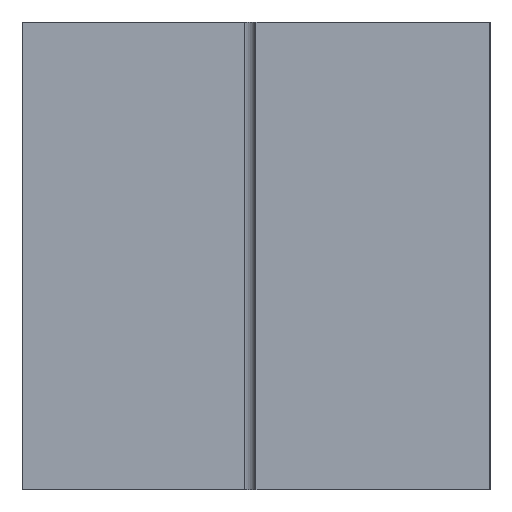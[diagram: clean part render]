
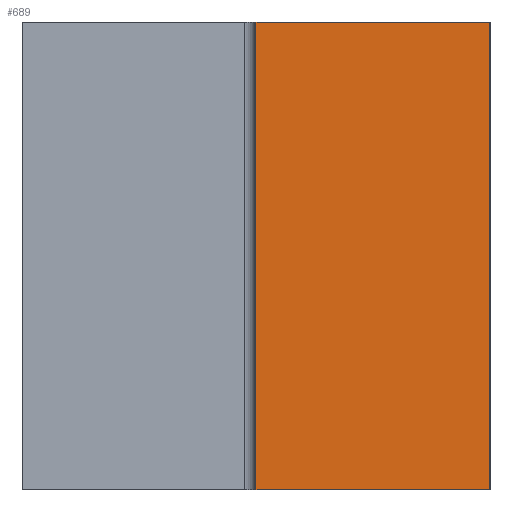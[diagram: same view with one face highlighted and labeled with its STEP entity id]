
A CAD part, left-side view. The second image highlights one B-rep face of the part: STEP entity #689.
In plain terms, the highlighted planar face has unit normal (-1, 0, 0).
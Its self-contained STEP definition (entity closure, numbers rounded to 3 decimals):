
#21 = EDGE_CURVE('',#22,#24,#26,.T.);
#22 = VERTEX_POINT('',#23);
#23 = CARTESIAN_POINT('',(0.,0.,0.));
#24 = VERTEX_POINT('',#25);
#25 = CARTESIAN_POINT('',(0.,0.,20.));
#26 = LINE('',#27,#28);
#27 = CARTESIAN_POINT('',(0.,0.,0.));
#28 = VECTOR('',#29,1.);
#29 = DIRECTION('',(0.,0.,1.));
#664 = VERTEX_POINT('',#665);
#665 = CARTESIAN_POINT('',(0.,10.,20.));
#671 = EDGE_CURVE('',#672,#664,#674,.T.);
#672 = VERTEX_POINT('',#673);
#673 = CARTESIAN_POINT('',(0.,10.,0.));
#674 = LINE('',#675,#676);
#675 = CARTESIAN_POINT('',(0.,10.,0.));
#676 = VECTOR('',#677,1.);
#677 = DIRECTION('',(0.,0.,1.));
#689 = ADVANCED_FACE('',(#690),#706,.T.);
#690 = FACE_BOUND('',#691,.T.);
#691 = EDGE_LOOP('',(#692,#693,#699,#700));
#692 = ORIENTED_EDGE('',*,*,#21,.T.);
#693 = ORIENTED_EDGE('',*,*,#694,.T.);
#694 = EDGE_CURVE('',#24,#664,#695,.T.);
#695 = LINE('',#696,#697);
#696 = CARTESIAN_POINT('',(0.,0.,20.));
#697 = VECTOR('',#698,1.);
#698 = DIRECTION('',(0.,1.,0.));
#699 = ORIENTED_EDGE('',*,*,#671,.F.);
#700 = ORIENTED_EDGE('',*,*,#701,.F.);
#701 = EDGE_CURVE('',#22,#672,#702,.T.);
#702 = LINE('',#703,#704);
#703 = CARTESIAN_POINT('',(0.,0.,0.));
#704 = VECTOR('',#705,1.);
#705 = DIRECTION('',(0.,1.,0.));
#706 = PLANE('',#707);
#707 = AXIS2_PLACEMENT_3D('',#708,#709,#710);
#708 = CARTESIAN_POINT('',(0.,0.,0.));
#709 = DIRECTION('',(-1.,0.,0.));
#710 = DIRECTION('',(0.,1.,0.));
